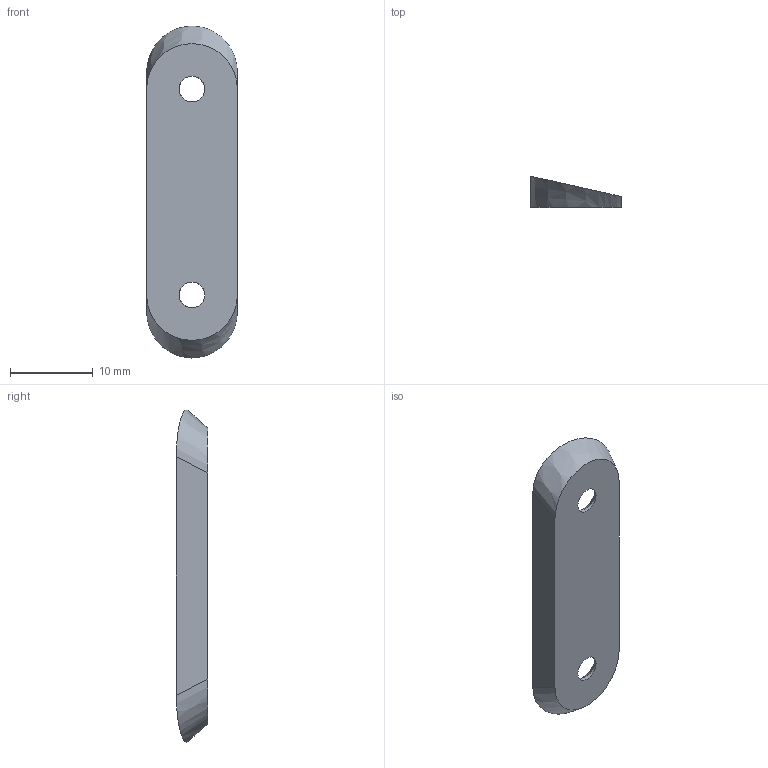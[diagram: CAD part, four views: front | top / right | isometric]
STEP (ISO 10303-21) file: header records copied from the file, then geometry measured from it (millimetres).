
FILE_DESCRIPTION(/* description */ ('Фиксатор к полу для плоского каблея датчика температуры и влажности'),/* implementation_level */ '2;1');
FILE_NAME(/* name */ 'UNIT_FLOOR_Flor2.step',/* time_stamp */ '2025-09-27T11:29:12+03:00',/* author */ ('ruslanpavlucenko'),/* organization */ (''),/* preprocessor_version */ 'ST-DEVELOPER v19.2',/* originating_system */ 'Autodesk Inventor 2024',/* authorisation */ '');
FILE_SCHEMA (('AUTOMOTIVE_DESIGN { 1 0 10303 214 3 1 1 }'));
Length unit declared in the file: millimetre
Products named in the file (1): Flor2
Bounding box: 11 x 3.78 x 40.23 mm (x, y, z)
Volume: 903.9 mm3; surface area: 1041.5 mm2
Topology: 1 solids, 1 shells, 10 faces, 22 edges, 14 vertices
Faces by surface type: bspline 6, plane 4
Entity records: 577 total; most frequent: CARTESIAN_POINT 325, ORIENTED_EDGE 44, DIRECTION 34, EDGE_CURVE 22, EDGE_LOOP 14, VERTEX_POINT 14, LINE 12, VECTOR 12
